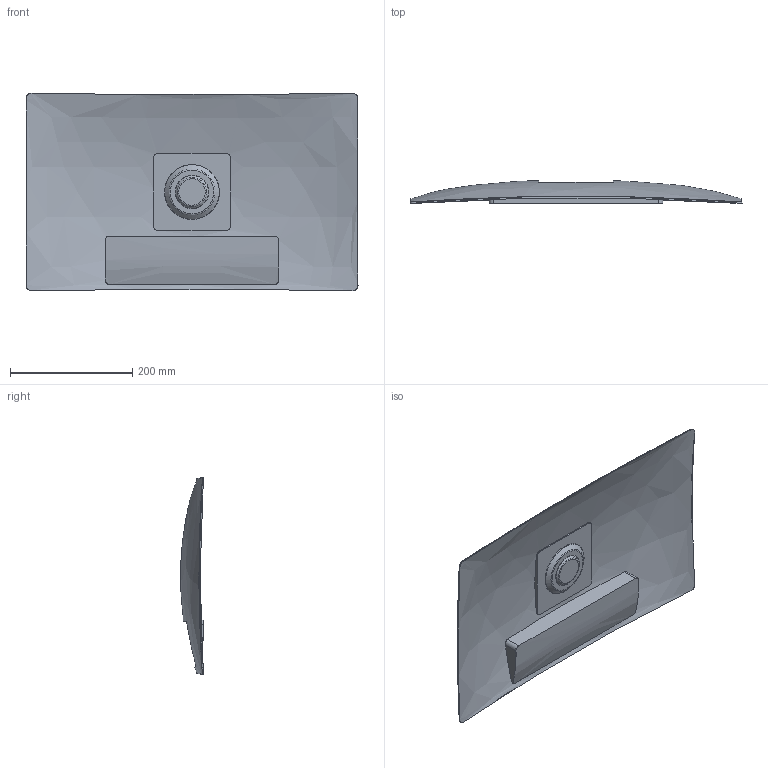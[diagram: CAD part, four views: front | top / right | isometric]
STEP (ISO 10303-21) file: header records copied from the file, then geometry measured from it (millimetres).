
FILE_DESCRIPTION (( 'STEP AP214' ), '1' );
FILE_NAME ('rc1_shell.STEP', '2014-09-27T19:22:40', ( '' ), ( '' ), 'SwSTEP 2.0', 'SolidWorks 2014', '' );
FILE_SCHEMA (( 'AUTOMOTIVE_DESIGN' ));
Length unit declared in the file: millimetre
Products named in the file (1): rc1_shell
Bounding box: 543.22 x 37.28 x 322.62 mm (x, y, z)
Volume: 380006.7 mm3; surface area: 383477.9 mm2
Topology: 1 solids, 1 shells, 94 faces, 244 edges, 160 vertices
Faces by surface type: bspline 40, plane 26, cylinder 18, torus 6, cone 4
Entity records: 14446 total; most frequent: CARTESIAN_POINT 12181, ORIENTED_EDGE 444, DIRECTION 266, EDGE_CURVE 222, VERTEX_POINT 150, B_SPLINE_CURVE_WITH_KNOTS 115, EDGE_LOOP 114, AXIS2_PLACEMENT_3D 106
